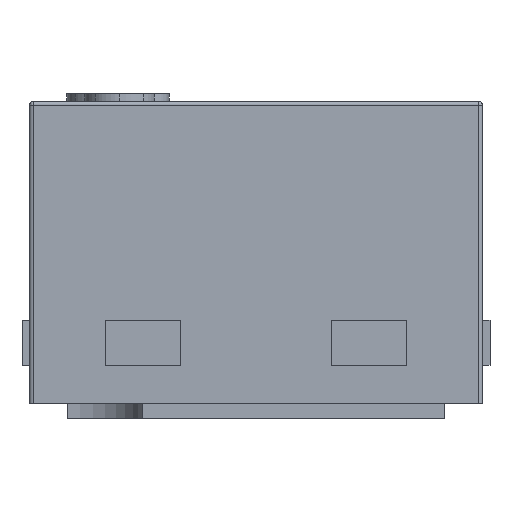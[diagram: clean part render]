
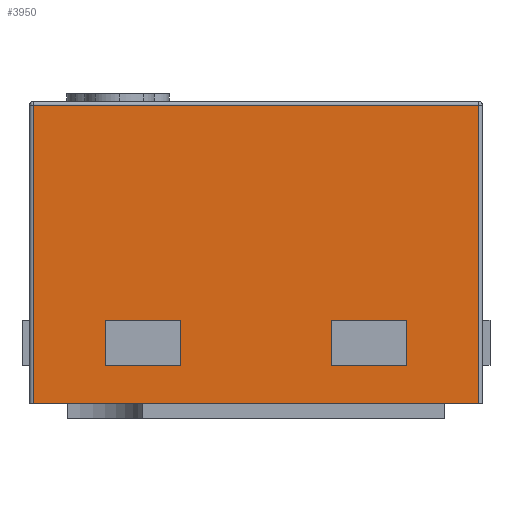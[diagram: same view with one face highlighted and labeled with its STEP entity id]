
A CAD part, left-side view. The second image highlights one B-rep face of the part: STEP entity #3950.
In plain terms, the highlighted planar face has unit normal (-1, 0, 0).
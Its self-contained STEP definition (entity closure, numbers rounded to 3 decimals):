
#136 = LINE ( 'NONE', #4185, #10076 ) ;
#251 = VECTOR ( 'NONE', #13604, 1000. ) ;
#518 = EDGE_CURVE ( 'NONE', #15137, #8524, #7086, .T. ) ;
#880 = VERTEX_POINT ( 'NONE', #10111 ) ;
#1063 = VERTEX_POINT ( 'NONE', #17225 ) ;
#1086 = LINE ( 'NONE', #15836, #1929 ) ;
#1147 = LINE ( 'NONE', #5179, #11273 ) ;
#1279 = CARTESIAN_POINT ( 'NONE',  ( -0.5, 0.3, -0.4 ) ) ;
#1366 = DIRECTION ( 'NONE',  ( -1., 0., 0. ) ) ;
#1472 = EDGE_CURVE ( 'NONE', #1581, #9080, #15499, .T. ) ;
#1560 = VERTEX_POINT ( 'NONE', #10839 ) ;
#1581 = VERTEX_POINT ( 'NONE', #17350 ) ;
#1855 = ORIENTED_EDGE ( 'NONE', *, *, #2293, .T. ) ;
#1929 = VECTOR ( 'NONE', #17153, 1000. ) ;
#2271 = LINE ( 'NONE', #5101, #11907 ) ;
#2293 = EDGE_CURVE ( 'NONE', #6628, #880, #4611, .T. ) ;
#2380 = VECTOR ( 'NONE', #13146, 1000. ) ;
#2463 = ORIENTED_EDGE ( 'NONE', *, *, #5583, .F. ) ;
#2588 = ORIENTED_EDGE ( 'NONE', *, *, #16616, .T. ) ;
#3295 = EDGE_CURVE ( 'NONE', #12668, #3801, #15309, .T. ) ;
#3381 = EDGE_LOOP ( 'NONE', ( #16937, #7934, #9377, #4250 ) ) ;
#3417 = ORIENTED_EDGE ( 'NONE', *, *, #518, .F. ) ;
#3439 = CARTESIAN_POINT ( 'NONE',  ( -0.5, -0.2, -0.29 ) ) ;
#3557 = LINE ( 'NONE', #8940, #12297 ) ;
#3801 = VERTEX_POINT ( 'NONE', #5616 ) ;
#3819 = VECTOR ( 'NONE', #12539, 1000. ) ;
#3907 = PLANE ( 'NONE',  #4699 ) ;
#3950 = ADVANCED_FACE ( 'NONE', ( #8057, #14562, #15696 ), #3907, .T. ) ;
#4185 = CARTESIAN_POINT ( 'NONE',  ( -0.5, -0.295, -0.4 ) ) ;
#4250 = ORIENTED_EDGE ( 'NONE', *, *, #5348, .T. ) ;
#4611 = LINE ( 'NONE', #12389, #10221 ) ;
#4699 = AXIS2_PLACEMENT_3D ( 'NONE', #1279, #1366, #10683 ) ;
#4801 = VERTEX_POINT ( 'NONE', #14819 ) ;
#4887 = CARTESIAN_POINT ( 'NONE',  ( -0.5, -0.2, -0.35 ) ) ;
#5070 = CARTESIAN_POINT ( 'NONE',  ( -0.5, 0.1, -0.29 ) ) ;
#5101 = CARTESIAN_POINT ( 'NONE',  ( -0.5, 0.295, -0.4 ) ) ;
#5179 = CARTESIAN_POINT ( 'NONE',  ( -0.5, 0., -0.35 ) ) ;
#5282 = EDGE_CURVE ( 'NONE', #1560, #6628, #16244, .T. ) ;
#5299 = VECTOR ( 'NONE', #14202, 1000. ) ;
#5348 = EDGE_CURVE ( 'NONE', #3801, #14141, #136, .T. ) ;
#5583 = EDGE_CURVE ( 'NONE', #1581, #15137, #1086, .T. ) ;
#5616 = CARTESIAN_POINT ( 'NONE',  ( -0.5, -0.295, -0.4 ) ) ;
#5702 = EDGE_LOOP ( 'NONE', ( #17138, #7149, #11117, #1855 ) ) ;
#5918 = EDGE_CURVE ( 'NONE', #1063, #880, #1147, .T. ) ;
#6315 = VECTOR ( 'NONE', #13996, 1000. ) ;
#6628 = VERTEX_POINT ( 'NONE', #5070 ) ;
#6993 = CARTESIAN_POINT ( 'NONE',  ( -0.5, -0.1, -0.35 ) ) ;
#7071 = EDGE_CURVE ( 'NONE', #14141, #4801, #15785, .T. ) ;
#7086 = LINE ( 'NONE', #12371, #3819 ) ;
#7149 = ORIENTED_EDGE ( 'NONE', *, *, #7309, .F. ) ;
#7309 = EDGE_CURVE ( 'NONE', #1560, #1063, #15851, .T. ) ;
#7656 = DIRECTION ( 'NONE',  ( 0., 0., -1. ) ) ;
#7934 = ORIENTED_EDGE ( 'NONE', *, *, #17257, .T. ) ;
#8057 = FACE_BOUND ( 'NONE', #8897, .T. ) ;
#8499 = DIRECTION ( 'NONE',  ( 0., 0., -1. ) ) ;
#8524 = VERTEX_POINT ( 'NONE', #6993 ) ;
#8897 = EDGE_LOOP ( 'NONE', ( #10309, #2588, #3417, #2463 ) ) ;
#8917 = CARTESIAN_POINT ( 'NONE',  ( -0.5, 0.2, 0. ) ) ;
#8940 = CARTESIAN_POINT ( 'NONE',  ( -0.5, -0.2, -0.35 ) ) ;
#9080 = VERTEX_POINT ( 'NONE', #4887 ) ;
#9288 = CARTESIAN_POINT ( 'NONE',  ( -0.5, 0., -0.29 ) ) ;
#9377 = ORIENTED_EDGE ( 'NONE', *, *, #3295, .T. ) ;
#9681 = CARTESIAN_POINT ( 'NONE',  ( -0.5, 0.3, -0.4 ) ) ;
#10029 = CARTESIAN_POINT ( 'NONE',  ( -0.5, 0.295, -0.4 ) ) ;
#10061 = VECTOR ( 'NONE', #13238, 1000. ) ;
#10076 = VECTOR ( 'NONE', #10778, 1000. ) ;
#10111 = CARTESIAN_POINT ( 'NONE',  ( -0.5, 0.1, -0.35 ) ) ;
#10221 = VECTOR ( 'NONE', #8499, 1000. ) ;
#10309 = ORIENTED_EDGE ( 'NONE', *, *, #1472, .T. ) ;
#10502 = CARTESIAN_POINT ( 'NONE',  ( -0.5, 0.3, -0.005 ) ) ;
#10683 = DIRECTION ( 'NONE',  ( 0., -1., 0. ) ) ;
#10778 = DIRECTION ( 'NONE',  ( 0., 0., 1. ) ) ;
#10839 = CARTESIAN_POINT ( 'NONE',  ( -0.5, 0.2, -0.29 ) ) ;
#11117 = ORIENTED_EDGE ( 'NONE', *, *, #5282, .T. ) ;
#11273 = VECTOR ( 'NONE', #11700, 1000. ) ;
#11700 = DIRECTION ( 'NONE',  ( 0., -1., 0. ) ) ;
#11907 = VECTOR ( 'NONE', #7656, 1000. ) ;
#12297 = VECTOR ( 'NONE', #12994, 1000. ) ;
#12371 = CARTESIAN_POINT ( 'NONE',  ( -0.5, -0.1, -0.29 ) ) ;
#12389 = CARTESIAN_POINT ( 'NONE',  ( -0.5, 0.1, 0. ) ) ;
#12539 = DIRECTION ( 'NONE',  ( 0., 0., -1. ) ) ;
#12668 = VERTEX_POINT ( 'NONE', #10029 ) ;
#12994 = DIRECTION ( 'NONE',  ( 0., 1., 0. ) ) ;
#13146 = DIRECTION ( 'NONE',  ( 0., 0., -1. ) ) ;
#13238 = DIRECTION ( 'NONE',  ( 0., 0., -1. ) ) ;
#13604 = DIRECTION ( 'NONE',  ( 0., -1., 0. ) ) ;
#13996 = DIRECTION ( 'NONE',  ( 0., -1., 0. ) ) ;
#14141 = VERTEX_POINT ( 'NONE', #16359 ) ;
#14202 = DIRECTION ( 'NONE',  ( 0., 1., 0. ) ) ;
#14562 = FACE_OUTER_BOUND ( 'NONE', #3381, .T. ) ;
#14819 = CARTESIAN_POINT ( 'NONE',  ( -0.5, 0.295, -0.005 ) ) ;
#15137 = VERTEX_POINT ( 'NONE', #17245 ) ;
#15309 = LINE ( 'NONE', #9681, #6315 ) ;
#15499 = LINE ( 'NONE', #3439, #2380 ) ;
#15696 = FACE_BOUND ( 'NONE', #5702, .T. ) ;
#15785 = LINE ( 'NONE', #10502, #5299 ) ;
#15836 = CARTESIAN_POINT ( 'NONE',  ( -0.5, -0.2, -0.29 ) ) ;
#15851 = LINE ( 'NONE', #8917, #10061 ) ;
#16244 = LINE ( 'NONE', #9288, #251 ) ;
#16359 = CARTESIAN_POINT ( 'NONE',  ( -0.5, -0.295, -0.005 ) ) ;
#16616 = EDGE_CURVE ( 'NONE', #9080, #8524, #3557, .T. ) ;
#16937 = ORIENTED_EDGE ( 'NONE', *, *, #7071, .T. ) ;
#17138 = ORIENTED_EDGE ( 'NONE', *, *, #5918, .F. ) ;
#17153 = DIRECTION ( 'NONE',  ( 0., 1., 0. ) ) ;
#17225 = CARTESIAN_POINT ( 'NONE',  ( -0.5, 0.2, -0.35 ) ) ;
#17245 = CARTESIAN_POINT ( 'NONE',  ( -0.5, -0.1, -0.29 ) ) ;
#17257 = EDGE_CURVE ( 'NONE', #4801, #12668, #2271, .T. ) ;
#17350 = CARTESIAN_POINT ( 'NONE',  ( -0.5, -0.2, -0.29 ) ) ;
